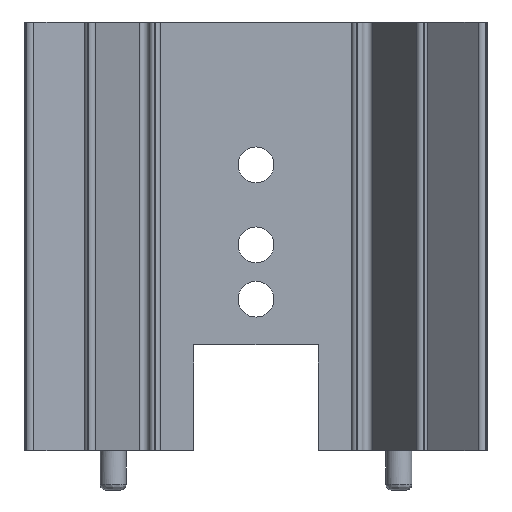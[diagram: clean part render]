
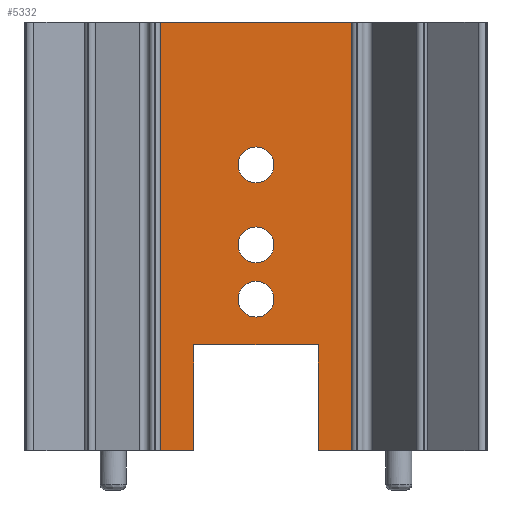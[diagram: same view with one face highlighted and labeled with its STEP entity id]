
A CAD part, front view. The second image highlights one B-rep face of the part: STEP entity #5332.
In plain terms, the highlighted planar face has unit normal (0, -1, 0).
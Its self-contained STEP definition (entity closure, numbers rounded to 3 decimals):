
#27 = VECTOR ( 'NONE', #914, 1000. ) ;
#73 = AXIS2_PLACEMENT_3D ( 'NONE', #5087, #1904, #5626 ) ;
#172 = CIRCLE ( 'NONE', #2037, 1.59 ) ;
#207 = AXIS2_PLACEMENT_3D ( 'NONE', #4713, #2621, #3390 ) ;
#227 = ORIENTED_EDGE ( 'NONE', *, *, #4744, .T. ) ;
#256 = CARTESIAN_POINT ( 'NONE',  ( 0., -0.5, 25.4 ) ) ;
#260 = DIRECTION ( 'NONE',  ( 0., -1., 0. ) ) ;
#263 = VERTEX_POINT ( 'NONE', #4315 ) ;
#271 = VECTOR ( 'NONE', #5748, 1000. ) ;
#280 = EDGE_CURVE ( 'NONE', #5480, #2638, #172, .T. ) ;
#496 = FACE_BOUND ( 'NONE', #3502, .T. ) ;
#543 = VERTEX_POINT ( 'NONE', #1723 ) ;
#650 = FACE_BOUND ( 'NONE', #3174, .T. ) ;
#741 = CIRCLE ( 'NONE', #4431, 1.59 ) ;
#773 = DIRECTION ( 'NONE',  ( 1., 0., 0. ) ) ;
#792 = EDGE_CURVE ( 'NONE', #1608, #4768, #5365, .T. ) ;
#886 = VERTEX_POINT ( 'NONE', #2946 ) ;
#887 = EDGE_CURVE ( 'NONE', #4768, #1608, #3005, .T. ) ;
#914 = DIRECTION ( 'NONE',  ( 0., 0., -1. ) ) ;
#933 = VECTOR ( 'NONE', #1670, 1000. ) ;
#975 = EDGE_LOOP ( 'NONE', ( #5703, #4279 ) ) ;
#989 = CARTESIAN_POINT ( 'NONE',  ( 0., -0.5, 0. ) ) ;
#1009 = VERTEX_POINT ( 'NONE', #6547 ) ;
#1019 = EDGE_CURVE ( 'NONE', #6306, #886, #3423, .T. ) ;
#1025 = VECTOR ( 'NONE', #5310, 1000. ) ;
#1331 = EDGE_CURVE ( 'NONE', #263, #1409, #1583, .T. ) ;
#1366 = EDGE_CURVE ( 'NONE', #3361, #3038, #2327, .T. ) ;
#1409 = VERTEX_POINT ( 'NONE', #3412 ) ;
#1583 = LINE ( 'NONE', #5872, #4414 ) ;
#1608 = VERTEX_POINT ( 'NONE', #5477 ) ;
#1656 = LINE ( 'NONE', #989, #271 ) ;
#1670 = DIRECTION ( 'NONE',  ( 1., 0., 0. ) ) ;
#1679 = EDGE_CURVE ( 'NONE', #886, #6306, #741, .T. ) ;
#1709 = FACE_OUTER_BOUND ( 'NONE', #2866, .T. ) ;
#1723 = CARTESIAN_POINT ( 'NONE',  ( -8.5, -0.5, 38.1 ) ) ;
#1742 = DIRECTION ( 'NONE',  ( 0., 1., 0. ) ) ;
#1753 = CIRCLE ( 'NONE', #4074, 1.59 ) ;
#1828 = DIRECTION ( 'NONE',  ( 1., 0., 0. ) ) ;
#1904 = DIRECTION ( 'NONE',  ( 0., 1., 0. ) ) ;
#1929 = ORIENTED_EDGE ( 'NONE', *, *, #1366, .T. ) ;
#2034 = CARTESIAN_POINT ( 'NONE',  ( 1.59, -0.5, 18.29 ) ) ;
#2037 = AXIS2_PLACEMENT_3D ( 'NONE', #4928, #1742, #5467 ) ;
#2052 = DIRECTION ( 'NONE',  ( 0., 1., 0. ) ) ;
#2073 = LINE ( 'NONE', #3551, #4729 ) ;
#2255 = ORIENTED_EDGE ( 'NONE', *, *, #3224, .T. ) ;
#2273 = VECTOR ( 'NONE', #6074, 1000. ) ;
#2276 = ORIENTED_EDGE ( 'NONE', *, *, #3818, .T. ) ;
#2295 = CARTESIAN_POINT ( 'NONE',  ( -5.55, -0.5, 0. ) ) ;
#2327 = LINE ( 'NONE', #4299, #933 ) ;
#2351 = CARTESIAN_POINT ( 'NONE',  ( 0., -0.5, 13.46 ) ) ;
#2356 = ORIENTED_EDGE ( 'NONE', *, *, #792, .T. ) ;
#2621 = DIRECTION ( 'NONE',  ( 0., 1., 0. ) ) ;
#2638 = VERTEX_POINT ( 'NONE', #3706 ) ;
#2649 = EDGE_CURVE ( 'NONE', #3038, #1009, #3837, .T. ) ;
#2667 = DIRECTION ( 'NONE',  ( 0., 0., 1. ) ) ;
#2825 = LINE ( 'NONE', #6678, #27 ) ;
#2853 = PLANE ( 'NONE',  #3308 ) ;
#2866 = EDGE_LOOP ( 'NONE', ( #5860, #1929, #3222, #2255, #2276, #227, #5066, #6246 ) ) ;
#2885 = DIRECTION ( 'NONE',  ( 1., 0., 0. ) ) ;
#2946 = CARTESIAN_POINT ( 'NONE',  ( -1.59, -0.5, 13.46 ) ) ;
#2971 = CARTESIAN_POINT ( 'NONE',  ( 5.55, -0.5, 0. ) ) ;
#3005 = CIRCLE ( 'NONE', #73, 1.59 ) ;
#3038 = VERTEX_POINT ( 'NONE', #2295 ) ;
#3122 = FACE_BOUND ( 'NONE', #975, .T. ) ;
#3174 = EDGE_LOOP ( 'NONE', ( #5140, #2356 ) ) ;
#3222 = ORIENTED_EDGE ( 'NONE', *, *, #2649, .T. ) ;
#3224 = EDGE_CURVE ( 'NONE', #1009, #4450, #6483, .T. ) ;
#3308 = AXIS2_PLACEMENT_3D ( 'NONE', #3410, #260, #3961 ) ;
#3361 = VERTEX_POINT ( 'NONE', #6748 ) ;
#3390 = DIRECTION ( 'NONE',  ( 1., 0., 0. ) ) ;
#3410 = CARTESIAN_POINT ( 'NONE',  ( 0., -0.5, 38.1 ) ) ;
#3412 = CARTESIAN_POINT ( 'NONE',  ( 8.5, -0.5, 38.1 ) ) ;
#3423 = CIRCLE ( 'NONE', #3611, 1.59 ) ;
#3502 = EDGE_LOOP ( 'NONE', ( #5199, #6164 ) ) ;
#3551 = CARTESIAN_POINT ( 'NONE',  ( 5.55, -0.5, 0. ) ) ;
#3611 = AXIS2_PLACEMENT_3D ( 'NONE', #2351, #6048, #2885 ) ;
#3642 = VERTEX_POINT ( 'NONE', #2971 ) ;
#3706 = CARTESIAN_POINT ( 'NONE',  ( -1.59, -0.5, 25.4 ) ) ;
#3818 = EDGE_CURVE ( 'NONE', #4450, #3642, #2073, .T. ) ;
#3837 = LINE ( 'NONE', #4235, #1025 ) ;
#3884 = LINE ( 'NONE', #5027, #6652 ) ;
#3953 = DIRECTION ( 'NONE',  ( 0., 1., 0. ) ) ;
#3961 = DIRECTION ( 'NONE',  ( 0., 0., -1. ) ) ;
#4074 = AXIS2_PLACEMENT_3D ( 'NONE', #256, #3953, #773 ) ;
#4235 = CARTESIAN_POINT ( 'NONE',  ( -5.55, -0.5, 9.4 ) ) ;
#4279 = ORIENTED_EDGE ( 'NONE', *, *, #6690, .T. ) ;
#4299 = CARTESIAN_POINT ( 'NONE',  ( 0., -0.5, 0. ) ) ;
#4315 = CARTESIAN_POINT ( 'NONE',  ( 8.5, -0.5, 0. ) ) ;
#4414 = VECTOR ( 'NONE', #2667, 1000. ) ;
#4431 = AXIS2_PLACEMENT_3D ( 'NONE', #5246, #2052, #5765 ) ;
#4450 = VERTEX_POINT ( 'NONE', #4851 ) ;
#4591 = EDGE_CURVE ( 'NONE', #543, #3361, #2825, .T. ) ;
#4713 = CARTESIAN_POINT ( 'NONE',  ( 0., -0.5, 18.29 ) ) ;
#4729 = VECTOR ( 'NONE', #6684, 1000. ) ;
#4744 = EDGE_CURVE ( 'NONE', #3642, #263, #1656, .T. ) ;
#4768 = VERTEX_POINT ( 'NONE', #2034 ) ;
#4778 = CARTESIAN_POINT ( 'NONE',  ( 1.59, -0.5, 13.46 ) ) ;
#4851 = CARTESIAN_POINT ( 'NONE',  ( 5.55, -0.5, 9.4 ) ) ;
#4928 = CARTESIAN_POINT ( 'NONE',  ( 0., -0.5, 25.4 ) ) ;
#5027 = CARTESIAN_POINT ( 'NONE',  ( 0., -0.5, 38.1 ) ) ;
#5066 = ORIENTED_EDGE ( 'NONE', *, *, #1331, .T. ) ;
#5087 = CARTESIAN_POINT ( 'NONE',  ( 0., -0.5, 18.29 ) ) ;
#5140 = ORIENTED_EDGE ( 'NONE', *, *, #887, .T. ) ;
#5199 = ORIENTED_EDGE ( 'NONE', *, *, #1019, .T. ) ;
#5246 = CARTESIAN_POINT ( 'NONE',  ( 0., -0.5, 13.46 ) ) ;
#5310 = DIRECTION ( 'NONE',  ( 0., 0., 1. ) ) ;
#5332 = ADVANCED_FACE ( 'NONE', ( #496, #3122, #650, #1709 ), #2853, .T. ) ;
#5335 = EDGE_CURVE ( 'NONE', #543, #1409, #3884, .T. ) ;
#5365 = CIRCLE ( 'NONE', #207, 1.59 ) ;
#5467 = DIRECTION ( 'NONE',  ( 1., 0., 0. ) ) ;
#5477 = CARTESIAN_POINT ( 'NONE',  ( -1.59, -0.5, 18.29 ) ) ;
#5480 = VERTEX_POINT ( 'NONE', #6195 ) ;
#5572 = CARTESIAN_POINT ( 'NONE',  ( 5.55, -0.5, 9.4 ) ) ;
#5626 = DIRECTION ( 'NONE',  ( 1., 0., 0. ) ) ;
#5703 = ORIENTED_EDGE ( 'NONE', *, *, #280, .T. ) ;
#5748 = DIRECTION ( 'NONE',  ( 1., 0., 0. ) ) ;
#5765 = DIRECTION ( 'NONE',  ( 1., 0., 0. ) ) ;
#5860 = ORIENTED_EDGE ( 'NONE', *, *, #4591, .T. ) ;
#5872 = CARTESIAN_POINT ( 'NONE',  ( 8.5, -0.5, 38.1 ) ) ;
#6048 = DIRECTION ( 'NONE',  ( 0., 1., 0. ) ) ;
#6074 = DIRECTION ( 'NONE',  ( 1., 0., 0. ) ) ;
#6164 = ORIENTED_EDGE ( 'NONE', *, *, #1679, .T. ) ;
#6195 = CARTESIAN_POINT ( 'NONE',  ( 1.59, -0.5, 25.4 ) ) ;
#6246 = ORIENTED_EDGE ( 'NONE', *, *, #5335, .F. ) ;
#6306 = VERTEX_POINT ( 'NONE', #4778 ) ;
#6483 = LINE ( 'NONE', #5572, #2273 ) ;
#6547 = CARTESIAN_POINT ( 'NONE',  ( -5.55, -0.5, 9.4 ) ) ;
#6652 = VECTOR ( 'NONE', #1828, 1000. ) ;
#6678 = CARTESIAN_POINT ( 'NONE',  ( -8.5, -0.5, 38.1 ) ) ;
#6684 = DIRECTION ( 'NONE',  ( 0., 0., -1. ) ) ;
#6690 = EDGE_CURVE ( 'NONE', #2638, #5480, #1753, .T. ) ;
#6748 = CARTESIAN_POINT ( 'NONE',  ( -8.5, -0.5, 0. ) ) ;
